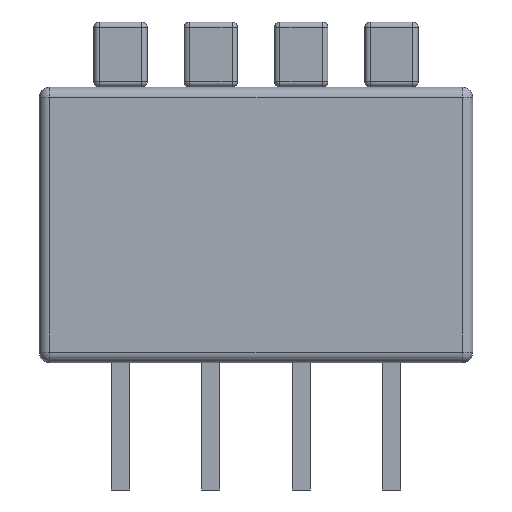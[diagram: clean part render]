
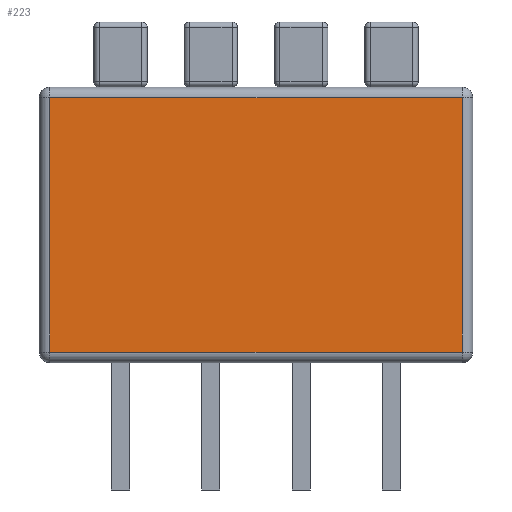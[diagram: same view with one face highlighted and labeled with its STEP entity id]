
A CAD part, front view. The second image highlights one B-rep face of the part: STEP entity #223.
In plain terms, the highlighted planar face has unit normal (0, -1, 0).
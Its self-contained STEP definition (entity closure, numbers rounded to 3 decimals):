
#63 = VERTEX_POINT('',#64);
#64 = CARTESIAN_POINT('',(-5.795,-4.825,0.3));
#71 = EDGE_CURVE('',#63,#72,#74,.T.);
#72 = VERTEX_POINT('',#73);
#73 = CARTESIAN_POINT('',(-5.795,-4.825,7.45));
#74 = LINE('',#75,#76);
#75 = CARTESIAN_POINT('',(-5.795,-4.825,0.));
#76 = VECTOR('',#77,1.);
#77 = DIRECTION('',(0.,0.,1.));
#223 = ADVANCED_FACE('',(#224),#249,.F.);
#224 = FACE_BOUND('',#225,.F.);
#225 = EDGE_LOOP('',(#226,#227,#235,#243));
#226 = ORIENTED_EDGE('',*,*,#71,.T.);
#227 = ORIENTED_EDGE('',*,*,#228,.T.);
#228 = EDGE_CURVE('',#72,#229,#231,.T.);
#229 = VERTEX_POINT('',#230);
#230 = CARTESIAN_POINT('',(5.795,-4.825,7.45));
#231 = LINE('',#232,#233);
#232 = CARTESIAN_POINT('',(-6.095,-4.825,7.45));
#233 = VECTOR('',#234,1.);
#234 = DIRECTION('',(1.,0.,-0.));
#235 = ORIENTED_EDGE('',*,*,#236,.F.);
#236 = EDGE_CURVE('',#237,#229,#239,.T.);
#237 = VERTEX_POINT('',#238);
#238 = CARTESIAN_POINT('',(5.795,-4.825,0.3));
#239 = LINE('',#240,#241);
#240 = CARTESIAN_POINT('',(5.795,-4.825,0.));
#241 = VECTOR('',#242,1.);
#242 = DIRECTION('',(0.,0.,1.));
#243 = ORIENTED_EDGE('',*,*,#244,.F.);
#244 = EDGE_CURVE('',#63,#237,#245,.T.);
#245 = LINE('',#246,#247);
#246 = CARTESIAN_POINT('',(-6.095,-4.825,0.3));
#247 = VECTOR('',#248,1.);
#248 = DIRECTION('',(1.,0.,-0.));
#249 = PLANE('',#250);
#250 = AXIS2_PLACEMENT_3D('',#251,#252,#253);
#251 = CARTESIAN_POINT('',(-6.095,-4.825,0.));
#252 = DIRECTION('',(-0.,1.,0.));
#253 = DIRECTION('',(0.,0.,1.));
